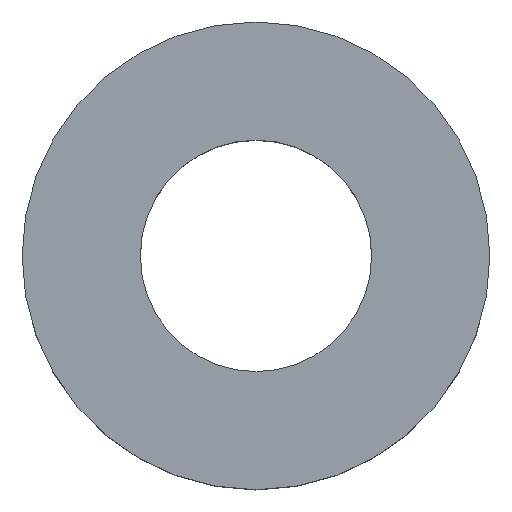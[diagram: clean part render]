
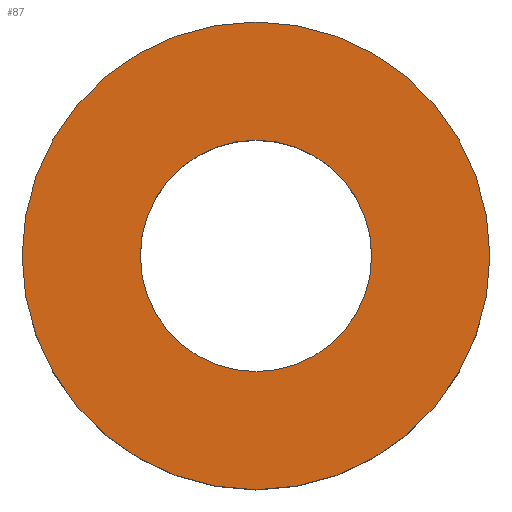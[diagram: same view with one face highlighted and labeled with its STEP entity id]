
A CAD part, top view. The second image highlights one B-rep face of the part: STEP entity #87.
In plain terms, the highlighted planar face has unit normal (0, 0, 1).
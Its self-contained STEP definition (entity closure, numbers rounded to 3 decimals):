
#2 = DIRECTION ( 'NONE',  ( 1., 0., 0. ) ) ;
#5 = CARTESIAN_POINT ( 'NONE',  ( 4.75, 0., 1.55 ) ) ;
#23 = CARTESIAN_POINT ( 'NONE',  ( 0., 0., 1.55 ) ) ;
#25 = CARTESIAN_POINT ( 'NONE',  ( 0., 0., 1.55 ) ) ;
#38 = CARTESIAN_POINT ( 'NONE',  ( 0., 0., 1.55 ) ) ;
#41 = DIRECTION ( 'NONE',  ( 0., 0., 1. ) ) ;
#51 = VERTEX_POINT ( 'NONE', #5 ) ;
#57 = AXIS2_PLACEMENT_3D ( 'NONE', #168, #41, #2 ) ;
#58 = CARTESIAN_POINT ( 'NONE',  ( 2.35, 0., 1.55 ) ) ;
#67 = ORIENTED_EDGE ( 'NONE', *, *, #199, .T. ) ;
#68 = AXIS2_PLACEMENT_3D ( 'NONE', #23, #70, #85 ) ;
#70 = DIRECTION ( 'NONE',  ( 0., 0., 1. ) ) ;
#72 = AXIS2_PLACEMENT_3D ( 'NONE', #38, #109, #205 ) ;
#79 = EDGE_CURVE ( 'NONE', #200, #126, #210, .T. ) ;
#82 = FACE_OUTER_BOUND ( 'NONE', #179, .T. ) ;
#85 = DIRECTION ( 'NONE',  ( 1., 0., 0. ) ) ;
#87 = ADVANCED_FACE ( 'NONE', ( #123, #82 ), #122, .T. ) ;
#95 = DIRECTION ( 'NONE',  ( 0., 0., 1. ) ) ;
#109 = DIRECTION ( 'NONE',  ( 0., 0., 1. ) ) ;
#113 = DIRECTION ( 'NONE',  ( 1., 0., 0. ) ) ;
#115 = EDGE_LOOP ( 'NONE', ( #152, #137 ) ) ;
#120 = EDGE_CURVE ( 'NONE', #126, #200, #176, .T. ) ;
#122 = PLANE ( 'NONE',  #57 ) ;
#123 = FACE_BOUND ( 'NONE', #115, .T. ) ;
#126 = VERTEX_POINT ( 'NONE', #58 ) ;
#127 = AXIS2_PLACEMENT_3D ( 'NONE', #25, #95, #113 ) ;
#131 = DIRECTION ( 'NONE',  ( 1., 0., 0. ) ) ;
#137 = ORIENTED_EDGE ( 'NONE', *, *, #79, .F. ) ;
#138 = CIRCLE ( 'NONE', #145, 4.75 ) ;
#145 = AXIS2_PLACEMENT_3D ( 'NONE', #192, #159, #131 ) ;
#147 = EDGE_CURVE ( 'NONE', #198, #51, #155, .T. ) ;
#152 = ORIENTED_EDGE ( 'NONE', *, *, #120, .F. ) ;
#153 = ORIENTED_EDGE ( 'NONE', *, *, #147, .T. ) ;
#155 = CIRCLE ( 'NONE', #127, 4.75 ) ;
#159 = DIRECTION ( 'NONE',  ( 0., 0., 1. ) ) ;
#168 = CARTESIAN_POINT ( 'NONE',  ( 0., 0., 1.55 ) ) ;
#176 = CIRCLE ( 'NONE', #68, 2.35 ) ;
#179 = EDGE_LOOP ( 'NONE', ( #67, #153 ) ) ;
#192 = CARTESIAN_POINT ( 'NONE',  ( 0., 0., 1.55 ) ) ;
#193 = CARTESIAN_POINT ( 'NONE',  ( -4.75, 0., 1.55 ) ) ;
#198 = VERTEX_POINT ( 'NONE', #193 ) ;
#199 = EDGE_CURVE ( 'NONE', #51, #198, #138, .T. ) ;
#200 = VERTEX_POINT ( 'NONE', #208 ) ;
#205 = DIRECTION ( 'NONE',  ( 1., 0., 0. ) ) ;
#208 = CARTESIAN_POINT ( 'NONE',  ( -2.35, 0., 1.55 ) ) ;
#210 = CIRCLE ( 'NONE', #72, 2.35 ) ;
